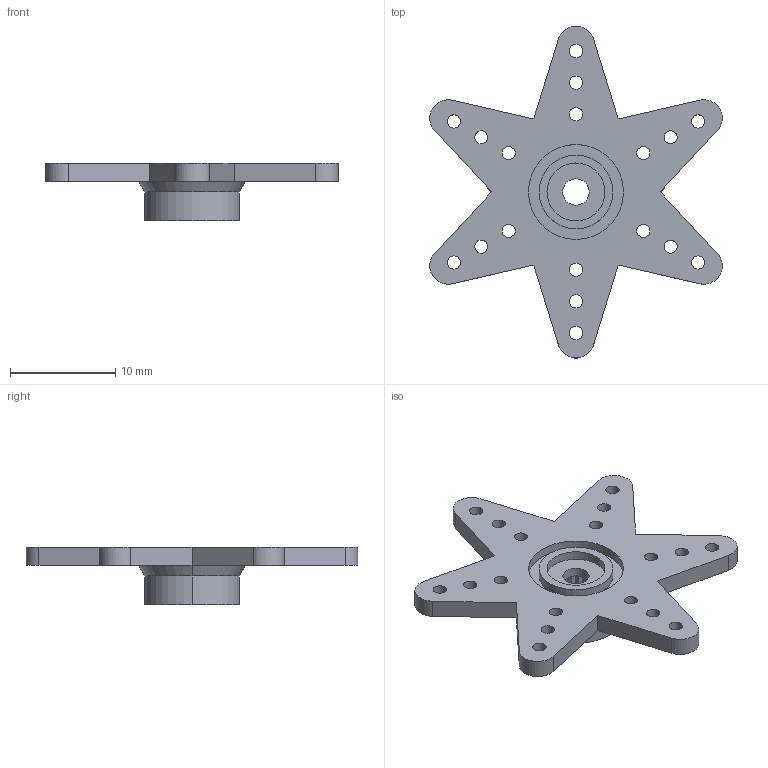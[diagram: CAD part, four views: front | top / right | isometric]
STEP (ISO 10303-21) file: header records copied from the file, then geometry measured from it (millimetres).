
FILE_DESCRIPTION (( 'STEP AP214' ), '1' );
FILE_NAME ('6 Arm.STEP', '2017-04-27T22:19:30', ( '' ), ( '' ), 'SwSTEP 2.0', 'SolidWorks 2016', '' );
FILE_SCHEMA (( 'AUTOMOTIVE_DESIGN' ));
Length unit declared in the file: inch
Products named in the file (1): 6 Arm
Bounding box: 27.74 x 31.49 x 5.5 mm (x, y, z)
Volume: 839.1 mm3; surface area: 1411.9 mm2
Topology: 1 solids, 1 shells, 125 faces, 352 edges, 234 vertices
Faces by surface type: plane 69, cylinder 54, cone 2
Entity records: 4176 total; most frequent: DIRECTION 714, CARTESIAN_POINT 712, ORIENTED_EDGE 704, EDGE_CURVE 352, LINE 242, VECTOR 242, AXIS2_PLACEMENT_3D 236, VERTEX_POINT 234
